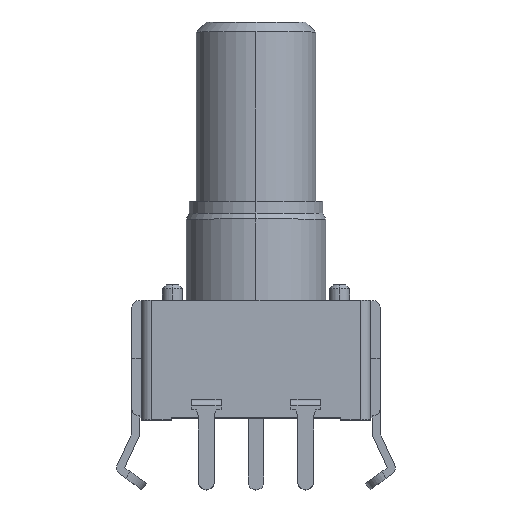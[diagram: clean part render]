
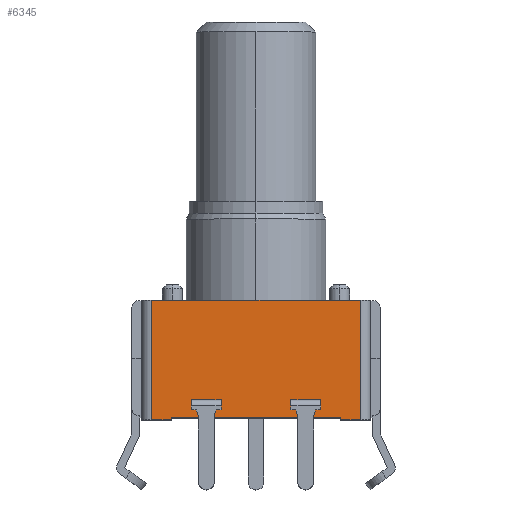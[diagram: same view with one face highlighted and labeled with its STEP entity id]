
A CAD part, top view. The second image highlights one B-rep face of the part: STEP entity #6345.
In plain terms, the highlighted planar face has unit normal (0, 0, 1).
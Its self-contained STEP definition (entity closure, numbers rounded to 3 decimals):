
#35 = ORIENTED_EDGE ( 'NONE', *, *, #1245, .T. ) ;
#70 = EDGE_CURVE ( 'NONE', #1566, #3848, #5162, .T. ) ;
#147 = CARTESIAN_POINT ( 'NONE',  ( -1.75, 1., 6.7 ) ) ;
#200 = VECTOR ( 'NONE', #7918, 1000. ) ;
#244 = CARTESIAN_POINT ( 'NONE',  ( 5.25, 6., 6.7 ) ) ;
#249 = VECTOR ( 'NONE', #4174, 1000. ) ;
#306 = VECTOR ( 'NONE', #8853, 1000. ) ;
#314 = CARTESIAN_POINT ( 'NONE',  ( -3.25, 0.7, 6.7 ) ) ;
#598 = CARTESIAN_POINT ( 'NONE',  ( -3.25, 0., 6.7 ) ) ;
#638 = VECTOR ( 'NONE', #8995, 1000. ) ;
#812 = CARTESIAN_POINT ( 'NONE',  ( 1.75, 0., 6.7 ) ) ;
#880 = CARTESIAN_POINT ( 'NONE',  ( 5.25, 0., 6.7 ) ) ;
#1171 = LINE ( 'NONE', #6207, #638 ) ;
#1183 = ORIENTED_EDGE ( 'NONE', *, *, #6514, .T. ) ;
#1245 = EDGE_CURVE ( 'NONE', #7141, #8287, #5420, .T. ) ;
#1337 = VECTOR ( 'NONE', #2701, 1000. ) ;
#1359 = EDGE_CURVE ( 'NONE', #3768, #2449, #9040, .T. ) ;
#1511 = VECTOR ( 'NONE', #7028, 1000. ) ;
#1512 = CARTESIAN_POINT ( 'NONE',  ( -1.75, 0., 6.7 ) ) ;
#1516 = CARTESIAN_POINT ( 'NONE',  ( 3.25, 0.7, 6.7 ) ) ;
#1520 = EDGE_CURVE ( 'NONE', #8599, #5947, #6555, .T. ) ;
#1566 = VERTEX_POINT ( 'NONE', #3332 ) ;
#1600 = ORIENTED_EDGE ( 'NONE', *, *, #2572, .F. ) ;
#1697 = VECTOR ( 'NONE', #3651, 1000. ) ;
#1779 = DIRECTION ( 'NONE',  ( 0., 0., 1. ) ) ;
#1787 = DIRECTION ( 'NONE',  ( -1., 0., 0. ) ) ;
#1826 = CARTESIAN_POINT ( 'NONE',  ( -1.75, 0.7, 6.7 ) ) ;
#1843 = ORIENTED_EDGE ( 'NONE', *, *, #1986, .T. ) ;
#1925 = CARTESIAN_POINT ( 'NONE',  ( 5.25, 0., 6.7 ) ) ;
#1986 = EDGE_CURVE ( 'NONE', #4516, #8956, #7927, .T. ) ;
#1996 = VERTEX_POINT ( 'NONE', #147 ) ;
#2174 = VECTOR ( 'NONE', #7377, 1000. ) ;
#2190 = LINE ( 'NONE', #2936, #3633 ) ;
#2252 = DIRECTION ( 'NONE',  ( -1., 0., 0. ) ) ;
#2282 = DIRECTION ( 'NONE',  ( 1., 0., 0. ) ) ;
#2349 = ORIENTED_EDGE ( 'NONE', *, *, #6168, .T. ) ;
#2429 = VECTOR ( 'NONE', #5260, 1000. ) ;
#2449 = VERTEX_POINT ( 'NONE', #6739 ) ;
#2460 = ORIENTED_EDGE ( 'NONE', *, *, #4354, .T. ) ;
#2484 = LINE ( 'NONE', #6715, #5871 ) ;
#2528 = CARTESIAN_POINT ( 'NONE',  ( -5.25, 6., 6.7 ) ) ;
#2572 = EDGE_CURVE ( 'NONE', #6057, #5947, #9135, .T. ) ;
#2644 = VECTOR ( 'NONE', #5102, 1000. ) ;
#2701 = DIRECTION ( 'NONE',  ( 0., 1., 0. ) ) ;
#2815 = CARTESIAN_POINT ( 'NONE',  ( -4.25, 0., 6.7 ) ) ;
#2936 = CARTESIAN_POINT ( 'NONE',  ( -5.75, 0., 6.7 ) ) ;
#3176 = LINE ( 'NONE', #5254, #2174 ) ;
#3294 = EDGE_LOOP ( 'NONE', ( #6585, #1600, #2460, #5251, #1843, #8766, #35, #5816 ) ) ;
#3325 = ORIENTED_EDGE ( 'NONE', *, *, #6445, .T. ) ;
#3332 = CARTESIAN_POINT ( 'NONE',  ( 1.75, 1., 6.7 ) ) ;
#3633 = VECTOR ( 'NONE', #6474, 1000. ) ;
#3651 = DIRECTION ( 'NONE',  ( 0., 1., 0. ) ) ;
#3729 = CARTESIAN_POINT ( 'NONE',  ( -5.75, 6., 6.7 ) ) ;
#3768 = VERTEX_POINT ( 'NONE', #314 ) ;
#3848 = VERTEX_POINT ( 'NONE', #6867 ) ;
#3910 = CARTESIAN_POINT ( 'NONE',  ( 1.75, 0.7, 6.7 ) ) ;
#3936 = ORIENTED_EDGE ( 'NONE', *, *, #1359, .T. ) ;
#3959 = FACE_BOUND ( 'NONE', #7486, .T. ) ;
#4174 = DIRECTION ( 'NONE',  ( -1., 0., 0. ) ) ;
#4354 = EDGE_CURVE ( 'NONE', #6057, #7625, #3176, .T. ) ;
#4463 = EDGE_CURVE ( 'NONE', #7625, #4516, #2484, .T. ) ;
#4473 = EDGE_CURVE ( 'NONE', #7384, #7169, #8125, .T. ) ;
#4516 = VERTEX_POINT ( 'NONE', #1925 ) ;
#4589 = ORIENTED_EDGE ( 'NONE', *, *, #4473, .T. ) ;
#4687 = FACE_OUTER_BOUND ( 'NONE', #3294, .T. ) ;
#4866 = CARTESIAN_POINT ( 'NONE',  ( 0., 0.1, 6.7 ) ) ;
#5102 = DIRECTION ( 'NONE',  ( 0., 1., 0. ) ) ;
#5162 = LINE ( 'NONE', #7930, #8997 ) ;
#5251 = ORIENTED_EDGE ( 'NONE', *, *, #4463, .T. ) ;
#5254 = CARTESIAN_POINT ( 'NONE',  ( 4.25, 0., 6.7 ) ) ;
#5260 = DIRECTION ( 'NONE',  ( -1., 0., 0. ) ) ;
#5302 = DIRECTION ( 'NONE',  ( 1., 0., 0. ) ) ;
#5339 = FACE_BOUND ( 'NONE', #6408, .T. ) ;
#5420 = LINE ( 'NONE', #8115, #306 ) ;
#5563 = VECTOR ( 'NONE', #1787, 1000. ) ;
#5791 = CARTESIAN_POINT ( 'NONE',  ( -4.25, 0., 6.7 ) ) ;
#5800 = ORIENTED_EDGE ( 'NONE', *, *, #6182, .T. ) ;
#5816 = ORIENTED_EDGE ( 'NONE', *, *, #7996, .T. ) ;
#5836 = LINE ( 'NONE', #1512, #200 ) ;
#5871 = VECTOR ( 'NONE', #5302, 1000. ) ;
#5935 = VECTOR ( 'NONE', #7864, 1000. ) ;
#5947 = VERTEX_POINT ( 'NONE', #8963 ) ;
#5953 = LINE ( 'NONE', #8771, #2429 ) ;
#6057 = VERTEX_POINT ( 'NONE', #8541 ) ;
#6079 = EDGE_CURVE ( 'NONE', #8956, #7141, #6537, .T. ) ;
#6109 = AXIS2_PLACEMENT_3D ( 'NONE', #6753, #1779, #8899 ) ;
#6168 = EDGE_CURVE ( 'NONE', #7198, #3768, #5953, .T. ) ;
#6182 = EDGE_CURVE ( 'NONE', #3848, #7384, #6978, .T. ) ;
#6207 = CARTESIAN_POINT ( 'NONE',  ( -5.75, 1., 6.7 ) ) ;
#6345 = ADVANCED_FACE ( 'NONE', ( #3959, #5339, #4687 ), #7371, .T. ) ;
#6408 = EDGE_LOOP ( 'NONE', ( #3936, #3325, #1183, #2349 ) ) ;
#6445 = EDGE_CURVE ( 'NONE', #2449, #1996, #1171, .T. ) ;
#6474 = DIRECTION ( 'NONE',  ( 1., 0., 0. ) ) ;
#6514 = EDGE_CURVE ( 'NONE', #1996, #7198, #5836, .T. ) ;
#6537 = LINE ( 'NONE', #3729, #8619 ) ;
#6555 = LINE ( 'NONE', #5791, #5935 ) ;
#6585 = ORIENTED_EDGE ( 'NONE', *, *, #1520, .T. ) ;
#6715 = CARTESIAN_POINT ( 'NONE',  ( -5.75, 0., 6.7 ) ) ;
#6739 = CARTESIAN_POINT ( 'NONE',  ( -3.25, 1., 6.7 ) ) ;
#6753 = CARTESIAN_POINT ( 'NONE',  ( -5.75, 0., 6.7 ) ) ;
#6867 = CARTESIAN_POINT ( 'NONE',  ( 3.25, 1., 6.7 ) ) ;
#6963 = ORIENTED_EDGE ( 'NONE', *, *, #70, .T. ) ;
#6978 = LINE ( 'NONE', #8263, #1511 ) ;
#7028 = DIRECTION ( 'NONE',  ( 0., -1., 0. ) ) ;
#7055 = LINE ( 'NONE', #812, #1697 ) ;
#7141 = VERTEX_POINT ( 'NONE', #2528 ) ;
#7169 = VERTEX_POINT ( 'NONE', #3910 ) ;
#7198 = VERTEX_POINT ( 'NONE', #1826 ) ;
#7371 = PLANE ( 'NONE',  #6109 ) ;
#7377 = DIRECTION ( 'NONE',  ( 0., -1., 0. ) ) ;
#7384 = VERTEX_POINT ( 'NONE', #1516 ) ;
#7419 = CARTESIAN_POINT ( 'NONE',  ( -5.75, 0.7, 6.7 ) ) ;
#7486 = EDGE_LOOP ( 'NONE', ( #9144, #6963, #5800, #4589 ) ) ;
#7513 = EDGE_CURVE ( 'NONE', #7169, #1566, #7055, .T. ) ;
#7625 = VERTEX_POINT ( 'NONE', #7750 ) ;
#7750 = CARTESIAN_POINT ( 'NONE',  ( 4.25, 0., 6.7 ) ) ;
#7864 = DIRECTION ( 'NONE',  ( 0., 1., 0. ) ) ;
#7918 = DIRECTION ( 'NONE',  ( 0., -1., 0. ) ) ;
#7927 = LINE ( 'NONE', #880, #2644 ) ;
#7930 = CARTESIAN_POINT ( 'NONE',  ( -5.75, 1., 6.7 ) ) ;
#7996 = EDGE_CURVE ( 'NONE', #8287, #8599, #2190, .T. ) ;
#8115 = CARTESIAN_POINT ( 'NONE',  ( -5.25, 0., 6.7 ) ) ;
#8125 = LINE ( 'NONE', #7419, #5563 ) ;
#8263 = CARTESIAN_POINT ( 'NONE',  ( 3.25, 0., 6.7 ) ) ;
#8287 = VERTEX_POINT ( 'NONE', #8749 ) ;
#8541 = CARTESIAN_POINT ( 'NONE',  ( 4.25, 0.1, 6.7 ) ) ;
#8599 = VERTEX_POINT ( 'NONE', #2815 ) ;
#8619 = VECTOR ( 'NONE', #2252, 1000. ) ;
#8749 = CARTESIAN_POINT ( 'NONE',  ( -5.25, 0., 6.7 ) ) ;
#8766 = ORIENTED_EDGE ( 'NONE', *, *, #6079, .T. ) ;
#8771 = CARTESIAN_POINT ( 'NONE',  ( -5.75, 0.7, 6.7 ) ) ;
#8853 = DIRECTION ( 'NONE',  ( 0., -1., 0. ) ) ;
#8899 = DIRECTION ( 'NONE',  ( 1., 0., 0. ) ) ;
#8956 = VERTEX_POINT ( 'NONE', #244 ) ;
#8963 = CARTESIAN_POINT ( 'NONE',  ( -4.25, 0.1, 6.7 ) ) ;
#8995 = DIRECTION ( 'NONE',  ( 1., 0., 0. ) ) ;
#8997 = VECTOR ( 'NONE', #2282, 1000. ) ;
#9040 = LINE ( 'NONE', #598, #1337 ) ;
#9135 = LINE ( 'NONE', #4866, #249 ) ;
#9144 = ORIENTED_EDGE ( 'NONE', *, *, #7513, .T. ) ;
